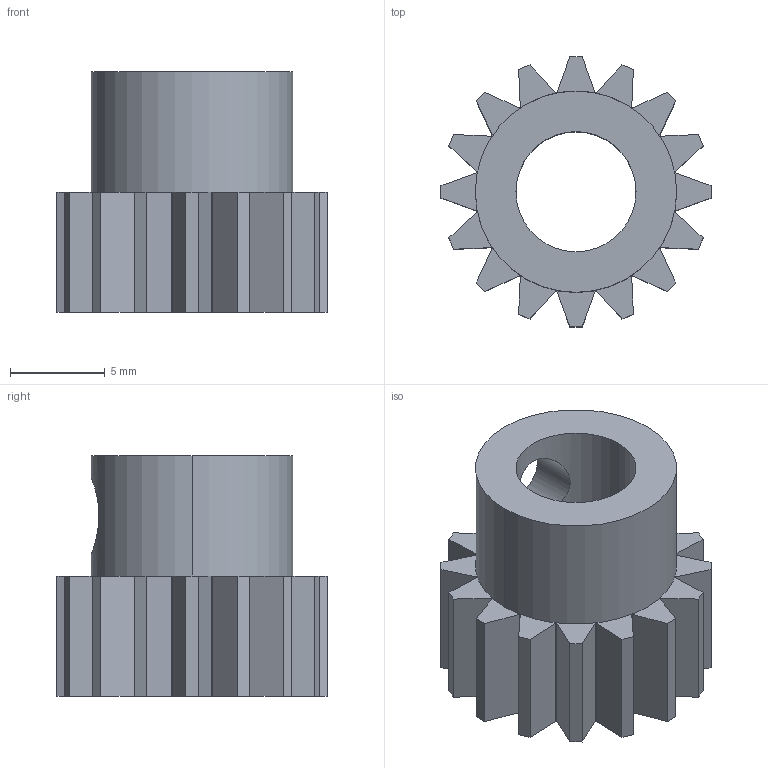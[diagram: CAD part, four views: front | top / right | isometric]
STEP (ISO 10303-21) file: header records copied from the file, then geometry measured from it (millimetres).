
FILE_DESCRIPTION (( 'STEP AP203' ), '1' );
FILE_NAME ('615242.STEP', '2014-09-24T15:36:24', ( 'Kyle' ), ( 'Microsoft' ), 'SwSTEP 2.0', 'SolidWorks 2014', '' );
FILE_SCHEMA (( 'CONFIG_CONTROL_DESIGN' ));
Length unit declared in the file: inch
Products named in the file (1): 615242
Bounding box: 14.27 x 14.27 x 12.7 mm (x, y, z)
Volume: 948 mm3; surface area: 1140.5 mm2
Topology: 1 solids, 1 shells, 73 faces, 210 edges, 140 vertices
Faces by surface type: plane 51, cylinder 22
Entity records: 2581 total; most frequent: CARTESIAN_POINT 542, ORIENTED_EDGE 420, DIRECTION 394, EDGE_CURVE 210, LINE 166, VECTOR 166, VERTEX_POINT 140, AXIS2_PLACEMENT_3D 114
